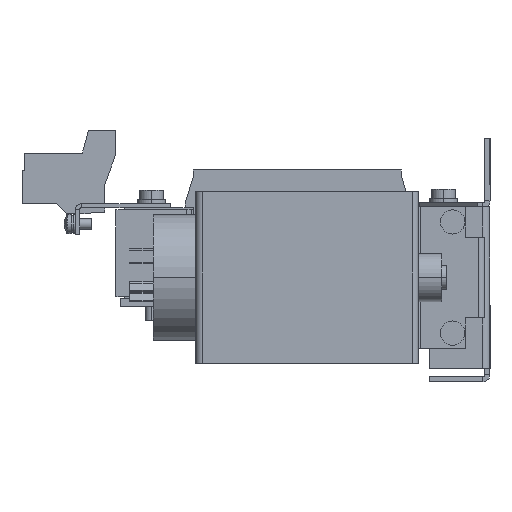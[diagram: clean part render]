
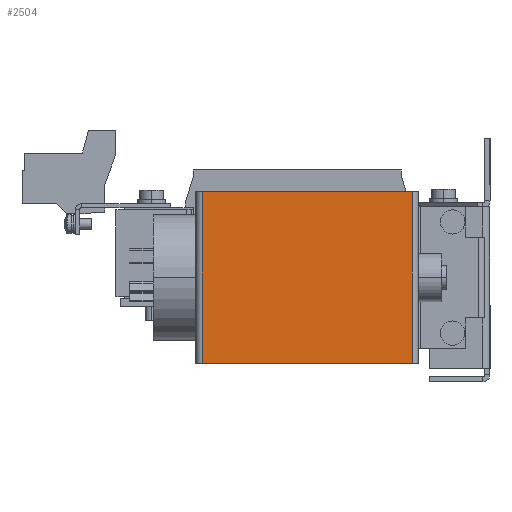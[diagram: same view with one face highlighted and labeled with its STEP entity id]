
A CAD part, left-side view. The second image highlights one B-rep face of the part: STEP entity #2504.
In plain terms, the highlighted planar face has unit normal (-1, 0, 0).
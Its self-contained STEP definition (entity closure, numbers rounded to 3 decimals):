
#128 = CARTESIAN_POINT ( 'NONE',  ( -253.5, 47.2, -54.5 ) ) ;
#129 = EDGE_LOOP ( 'NONE', ( #9174, #5510, #18322, #14994 ) ) ;
#583 = CARTESIAN_POINT ( 'NONE',  ( -253.5, 47.2, 30.5 ) ) ;
#1346 = EDGE_CURVE ( 'NONE', #11043, #9929, #7419, .T. ) ;
#1973 = CARTESIAN_POINT ( 'NONE',  ( -253.5, 48.2, -54.5 ) ) ;
#2504 = ADVANCED_FACE ( 'NONE', ( #15371 ), #14902, .T. ) ;
#2607 = LINE ( 'NONE', #1973, #18032 ) ;
#3661 = CARTESIAN_POINT ( 'NONE',  ( -253.5, -56.8, -54.5 ) ) ;
#4268 = VECTOR ( 'NONE', #16373, 1000. ) ;
#4907 = LINE ( 'NONE', #9407, #8528 ) ;
#5002 = DIRECTION ( 'NONE',  ( 0., 1., 0. ) ) ;
#5510 = ORIENTED_EDGE ( 'NONE', *, *, #1346, .T. ) ;
#6798 = CARTESIAN_POINT ( 'NONE',  ( -253.5, -56.8, 30.5 ) ) ;
#7419 = LINE ( 'NONE', #11832, #4268 ) ;
#8057 = EDGE_CURVE ( 'NONE', #19851, #17904, #4907, .T. ) ;
#8435 = CARTESIAN_POINT ( 'NONE',  ( -253.5, 50.2, -12. ) ) ;
#8528 = VECTOR ( 'NONE', #15494, 1000. ) ;
#9174 = ORIENTED_EDGE ( 'NONE', *, *, #14095, .F. ) ;
#9407 = CARTESIAN_POINT ( 'NONE',  ( -253.5, 47.2, -12. ) ) ;
#9929 = VERTEX_POINT ( 'NONE', #6798 ) ;
#11043 = VERTEX_POINT ( 'NONE', #3661 ) ;
#11832 = CARTESIAN_POINT ( 'NONE',  ( -253.5, -56.8, -54.5 ) ) ;
#12019 = CARTESIAN_POINT ( 'NONE',  ( -253.5, -59.8, 30.5 ) ) ;
#13090 = DIRECTION ( 'NONE',  ( -1., 0., 0. ) ) ;
#13219 = AXIS2_PLACEMENT_3D ( 'NONE', #8435, #13090, #16323 ) ;
#13779 = DIRECTION ( 'NONE',  ( 0., -1., 0. ) ) ;
#14095 = EDGE_CURVE ( 'NONE', #11043, #17904, #2607, .T. ) ;
#14358 = VECTOR ( 'NONE', #13779, 1000. ) ;
#14902 = PLANE ( 'NONE',  #13219 ) ;
#14994 = ORIENTED_EDGE ( 'NONE', *, *, #8057, .T. ) ;
#15371 = FACE_OUTER_BOUND ( 'NONE', #129, .T. ) ;
#15494 = DIRECTION ( 'NONE',  ( 0., 0., -1. ) ) ;
#15597 = EDGE_CURVE ( 'NONE', #19851, #9929, #15817, .T. ) ;
#15817 = LINE ( 'NONE', #12019, #14358 ) ;
#16323 = DIRECTION ( 'NONE',  ( 0., -1., 0. ) ) ;
#16373 = DIRECTION ( 'NONE',  ( 0., 0., 1. ) ) ;
#17904 = VERTEX_POINT ( 'NONE', #128 ) ;
#18032 = VECTOR ( 'NONE', #5002, 1000. ) ;
#18322 = ORIENTED_EDGE ( 'NONE', *, *, #15597, .F. ) ;
#19851 = VERTEX_POINT ( 'NONE', #583 ) ;
